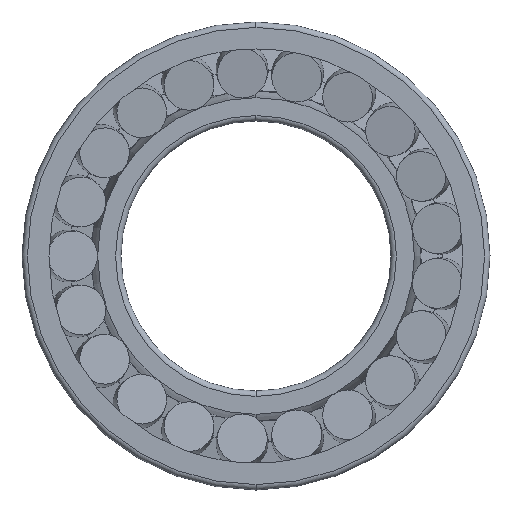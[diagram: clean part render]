
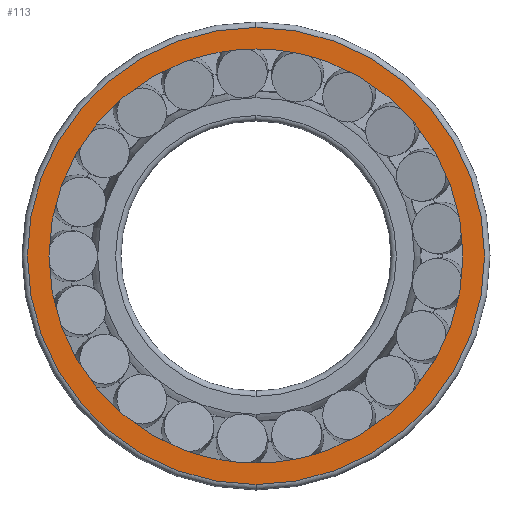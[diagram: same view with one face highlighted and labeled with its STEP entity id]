
A CAD part, left-side view. The second image highlights one B-rep face of the part: STEP entity #113.
In plain terms, the highlighted planar face has unit normal (-1, 0, 0).
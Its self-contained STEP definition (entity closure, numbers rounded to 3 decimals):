
#113=ADVANCED_FACE('',(#459,#460),#461,.T.);
#459=FACE_OUTER_BOUND('',#1142,.T.);
#460=FACE_BOUND('',#1143,.T.);
#461=PLANE('',#1144);
#1142=EDGE_LOOP('',(#2092,#2093,#2094));
#1143=EDGE_LOOP('',(#2095,#2096,#2097));
#1144=AXIS2_PLACEMENT_3D('',#2098,#2099,#2100);
#2092=ORIENTED_EDGE('',*,*,#4272,.F.);
#2093=ORIENTED_EDGE('',*,*,#4271,.F.);
#2094=ORIENTED_EDGE('',*,*,#4313,.F.);
#2095=ORIENTED_EDGE('',*,*,#4317,.T.);
#2096=ORIENTED_EDGE('',*,*,#4250,.T.);
#2097=ORIENTED_EDGE('',*,*,#4318,.T.);
#2098=CARTESIAN_POINT('',(0.,60.5,0.0));
#2099=DIRECTION('',(-1.0,0.,0.0));
#2100=DIRECTION('',(0.,-1.0,0.0));
#4250=EDGE_CURVE('',#5074,#5071,#5075,.T.);
#4271=EDGE_CURVE('',#5113,#5116,#5117,.T.);
#4272=EDGE_CURVE('',#5116,#5118,#5119,.T.);
#4313=EDGE_CURVE('',#5118,#5113,#5176,.T.);
#4317=EDGE_CURVE('',#5181,#5074,#5182,.T.);
#4318=EDGE_CURVE('',#5071,#5181,#5183,.T.);
#5071=VERTEX_POINT('',#6444);
#5074=VERTEX_POINT('',#6447);
#5075=CIRCLE('',#6448,57.5);
#5113=VERTEX_POINT('',#6488);
#5116=VERTEX_POINT('',#6491);
#5117=CIRCLE('',#6492,63.5);
#5118=VERTEX_POINT('',#6493);
#5119=CIRCLE('',#6494,63.5);
#5176=CIRCLE('',#6669,63.5);
#5181=VERTEX_POINT('',#6674);
#5182=CIRCLE('',#6675,57.5);
#5183=CIRCLE('',#6676,57.5);
#6444=CARTESIAN_POINT('',(0.,0.,-57.5));
#6447=CARTESIAN_POINT('',(0.,0.,57.5));
#6448=AXIS2_PLACEMENT_3D('',#13624,#13625,#13626);
#6488=CARTESIAN_POINT('',(0.0,0.,-63.5));
#6491=CARTESIAN_POINT('',(0.0,63.5,0.0));
#6492=AXIS2_PLACEMENT_3D('',#13683,#13684,#13685);
#6493=CARTESIAN_POINT('',(0.0,0.,63.5));
#6494=AXIS2_PLACEMENT_3D('',#13686,#13687,#13688);
#6669=AXIS2_PLACEMENT_3D('',#13756,#13757,#13758);
#6674=CARTESIAN_POINT('',(0.,57.5,0.0));
#6675=AXIS2_PLACEMENT_3D('',#13768,#13769,#13770);
#6676=AXIS2_PLACEMENT_3D('',#13771,#13772,#13773);
#13624=CARTESIAN_POINT('',(0.,0.0,0.0));
#13625=DIRECTION('',(1.0,0.0,0.0));
#13626=DIRECTION('',(0.0,1.0,0.0));
#13683=CARTESIAN_POINT('',(0.0,0.0,0.0));
#13684=DIRECTION('',(1.0,0.0,0.0));
#13685=DIRECTION('',(0.0,1.0,0.0));
#13686=CARTESIAN_POINT('',(0.0,0.0,0.0));
#13687=DIRECTION('',(1.0,0.0,0.0));
#13688=DIRECTION('',(0.0,1.0,0.0));
#13756=CARTESIAN_POINT('',(0.0,0.0,0.0));
#13757=DIRECTION('',(1.0,0.0,0.0));
#13758=DIRECTION('',(0.0,1.0,0.0));
#13768=CARTESIAN_POINT('',(0.,0.0,0.0));
#13769=DIRECTION('',(1.0,0.0,0.0));
#13770=DIRECTION('',(0.0,1.0,0.0));
#13771=CARTESIAN_POINT('',(0.,0.0,0.0));
#13772=DIRECTION('',(1.0,0.0,0.0));
#13773=DIRECTION('',(0.0,1.0,0.0));
